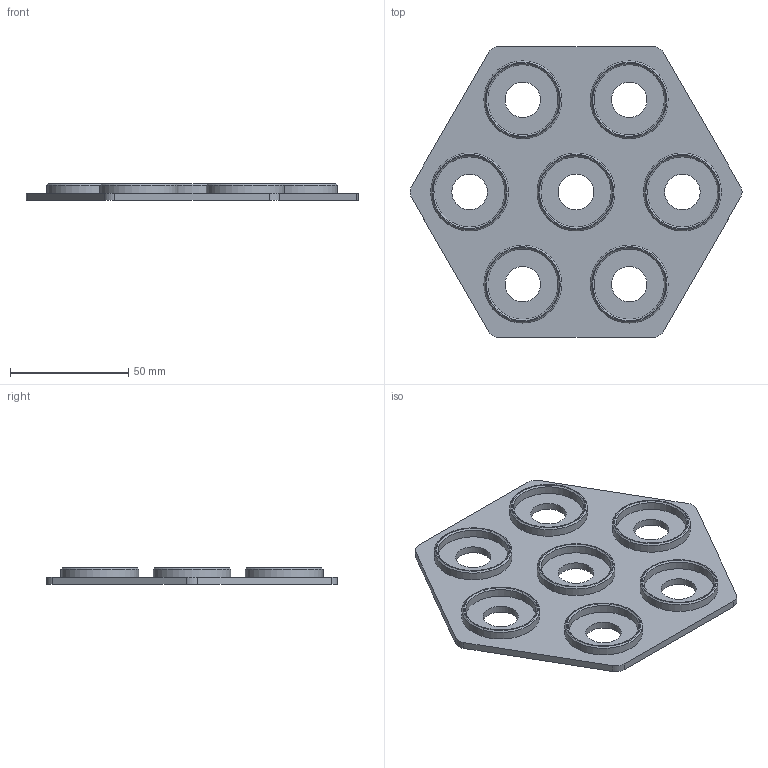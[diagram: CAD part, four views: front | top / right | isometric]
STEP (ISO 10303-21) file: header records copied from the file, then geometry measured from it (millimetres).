
FILE_DESCRIPTION(('Open CASCADE Model'),'2;1');
FILE_NAME('Open CASCADE Shape Model','2026-02-16T14:30:35',('Author'),( 'Open CASCADE'),'Open CASCADE STEP processor 7.8','Open CASCADE 7.8' ,'Unknown');
FILE_SCHEMA(('AUTOMOTIVE_DESIGN { 1 0 10303 214 1 1 1 1 }'));
Length unit declared in the file: millimetre
Products named in the file (1): Open CASCADE STEP translator 7.8 1
Bounding box: 140.37 x 122.9 x 7 mm (x, y, z)
Volume: 39664.7 mm3; surface area: 30951.3 mm2
Topology: 1 solids, 1 shells, 63 faces, 127 edges, 80 vertices
Faces by surface type: cylinder 27, plane 22, cone 14
Full cylindrical faces by diameter (mm): 15 x7, 29.7 x7, 32.9 x7
Entity records: 3366 total; most frequent: CARTESIAN_POINT 649, DIRECTION 533, ORIENTED_EDGE 254, PCURVE 254, DEFINITIONAL_REPRESENTATION 254, LINE 231, VECTOR 231, AXIS2_PLACEMENT_3D 132
